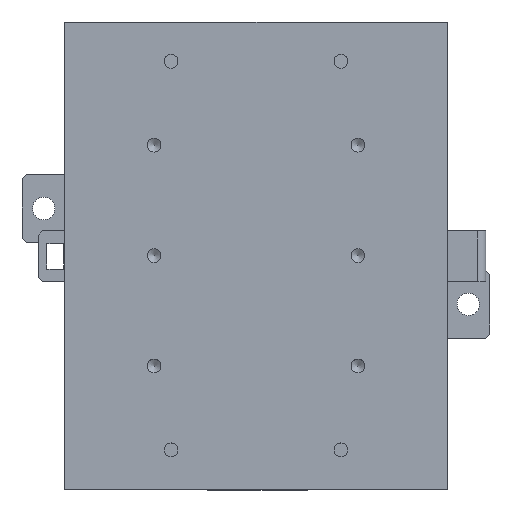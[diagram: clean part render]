
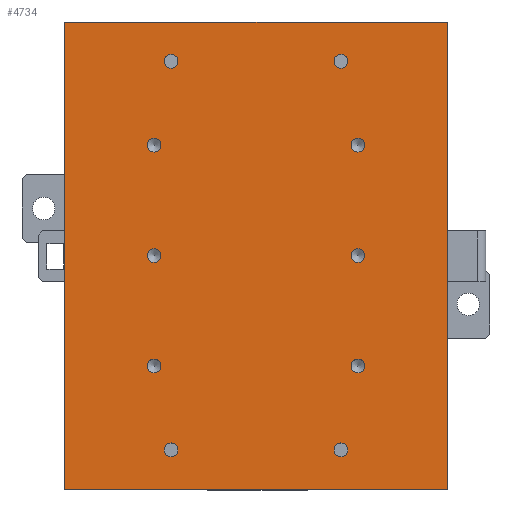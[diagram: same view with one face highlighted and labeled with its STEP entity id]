
A CAD part, top view. The second image highlights one B-rep face of the part: STEP entity #4734.
In plain terms, the highlighted planar face has unit normal (0, 0, 1).
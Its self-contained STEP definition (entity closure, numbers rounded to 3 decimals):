
#688=PLANE('',#16398);
#2082=LINE('',#25836,#3624);
#2083=LINE('',#25839,#3625);
#2084=LINE('',#25841,#3626);
#2085=LINE('',#25843,#3627);
#3624=VECTOR('',#20357,1.);
#3625=VECTOR('',#20358,1.);
#3626=VECTOR('',#20359,1.);
#3627=VECTOR('',#20360,1.);
#3962=FACE_BOUND('',#6156,.T.);
#3963=FACE_BOUND('',#6157,.T.);
#3964=FACE_BOUND('',#6158,.T.);
#3965=FACE_BOUND('',#6159,.T.);
#3966=FACE_BOUND('',#6160,.T.);
#3967=FACE_BOUND('',#6161,.T.);
#3968=FACE_BOUND('',#6162,.T.);
#3969=FACE_BOUND('',#6163,.T.);
#3970=FACE_BOUND('',#6164,.T.);
#3971=FACE_BOUND('',#6165,.T.);
#3972=FACE_BOUND('',#6166,.T.);
#4734=ADVANCED_FACE('',(#3962,#3963,#3964,#3965,#3966,#3967,#3968,#3969,
#3970,#3971,#3972),#688,.T.);
#6156=EDGE_LOOP('',(#9236,#9237,#9238,#9239));
#6157=EDGE_LOOP('',(#9240));
#6158=EDGE_LOOP('',(#9241));
#6159=EDGE_LOOP('',(#9242));
#6160=EDGE_LOOP('',(#9243));
#6161=EDGE_LOOP('',(#9244));
#6162=EDGE_LOOP('',(#9245));
#6163=EDGE_LOOP('',(#9246));
#6164=EDGE_LOOP('',(#9247));
#6165=EDGE_LOOP('',(#9248));
#6166=EDGE_LOOP('',(#9249));
#9236=ORIENTED_EDGE('',*,*,#14201,.T.);
#9237=ORIENTED_EDGE('',*,*,#14202,.T.);
#9238=ORIENTED_EDGE('',*,*,#14203,.T.);
#9239=ORIENTED_EDGE('',*,*,#14204,.F.);
#9240=ORIENTED_EDGE('',*,*,#12582,.T.);
#9241=ORIENTED_EDGE('',*,*,#12580,.T.);
#9242=ORIENTED_EDGE('',*,*,#12578,.T.);
#9243=ORIENTED_EDGE('',*,*,#12576,.T.);
#9244=ORIENTED_EDGE('',*,*,#12575,.T.);
#9245=ORIENTED_EDGE('',*,*,#12574,.T.);
#9246=ORIENTED_EDGE('',*,*,#14205,.T.);
#9247=ORIENTED_EDGE('',*,*,#14206,.T.);
#9248=ORIENTED_EDGE('',*,*,#14207,.T.);
#9249=ORIENTED_EDGE('',*,*,#12573,.T.);
#10894=VERTEX_POINT('',#22527);
#10895=VERTEX_POINT('',#22530);
#10896=VERTEX_POINT('',#22533);
#10897=VERTEX_POINT('',#22536);
#10899=VERTEX_POINT('',#22541);
#10901=VERTEX_POINT('',#22546);
#10903=VERTEX_POINT('',#22551);
#12013=VERTEX_POINT('',#25837);
#12014=VERTEX_POINT('',#25838);
#12015=VERTEX_POINT('',#25840);
#12016=VERTEX_POINT('',#25842);
#12017=VERTEX_POINT('',#25845);
#12018=VERTEX_POINT('',#25847);
#12019=VERTEX_POINT('',#25849);
#12573=EDGE_CURVE('',#10894,#10894,#14583,.T.);
#12574=EDGE_CURVE('',#10895,#10895,#14584,.T.);
#12575=EDGE_CURVE('',#10896,#10896,#14585,.T.);
#12576=EDGE_CURVE('',#10897,#10897,#14586,.T.);
#12578=EDGE_CURVE('',#10899,#10899,#14588,.T.);
#12580=EDGE_CURVE('',#10901,#10901,#14590,.T.);
#12582=EDGE_CURVE('',#10903,#10903,#14592,.T.);
#14201=EDGE_CURVE('',#12013,#12014,#2082,.T.);
#14202=EDGE_CURVE('',#12014,#12015,#2083,.T.);
#14203=EDGE_CURVE('',#12015,#12016,#2084,.T.);
#14204=EDGE_CURVE('',#12013,#12016,#2085,.T.);
#14205=EDGE_CURVE('',#12017,#12017,#15070,.T.);
#14206=EDGE_CURVE('',#12018,#12018,#15071,.T.);
#14207=EDGE_CURVE('',#12019,#12019,#15072,.T.);
#14583=CIRCLE('',#15393,1.621);
#14584=CIRCLE('',#15395,1.621);
#14585=CIRCLE('',#15397,1.621);
#14586=CIRCLE('',#15399,1.621);
#14588=CIRCLE('',#15402,1.621);
#14590=CIRCLE('',#15405,1.621);
#14592=CIRCLE('',#15408,1.621);
#15070=CIRCLE('',#16395,1.621);
#15071=CIRCLE('',#16396,1.621);
#15072=CIRCLE('',#16397,1.621);
#15393=AXIS2_PLACEMENT_3D('',#22526,#17216,#17217);
#15395=AXIS2_PLACEMENT_3D('',#22529,#17220,#17221);
#15397=AXIS2_PLACEMENT_3D('',#22532,#17224,#17225);
#15399=AXIS2_PLACEMENT_3D('',#22535,#17228,#17229);
#15402=AXIS2_PLACEMENT_3D('',#22540,#17234,#17235);
#15405=AXIS2_PLACEMENT_3D('',#22545,#17240,#17241);
#15408=AXIS2_PLACEMENT_3D('',#22550,#17246,#17247);
#16395=AXIS2_PLACEMENT_3D('',#25844,#20361,#20362);
#16396=AXIS2_PLACEMENT_3D('',#25846,#20363,#20364);
#16397=AXIS2_PLACEMENT_3D('',#25848,#20365,#20366);
#16398=AXIS2_PLACEMENT_3D('',#25850,#20367,#20368);
#17216=DIRECTION('',(0.,0.,-1.));
#17217=DIRECTION('',(0.,-1.,0.));
#17220=DIRECTION('',(0.,0.,-1.));
#17221=DIRECTION('',(0.,-1.,0.));
#17224=DIRECTION('',(0.,0.,-1.));
#17225=DIRECTION('',(0.,-1.,0.));
#17228=DIRECTION('',(0.,0.,-1.));
#17229=DIRECTION('',(0.,-1.,0.));
#17234=DIRECTION('',(0.,0.,-1.));
#17235=DIRECTION('',(0.,-1.,0.));
#17240=DIRECTION('',(0.,0.,-1.));
#17241=DIRECTION('',(0.,-1.,0.));
#17246=DIRECTION('',(0.,0.,-1.));
#17247=DIRECTION('',(0.,-1.,0.));
#20357=DIRECTION('',(0.,-1.,0.));
#20358=DIRECTION('',(1.,0.,0.));
#20359=DIRECTION('',(0.,1.,0.));
#20360=DIRECTION('',(1.,0.,0.));
#20361=DIRECTION('',(0.,0.,-1.));
#20362=DIRECTION('',(0.,-1.,0.));
#20363=DIRECTION('',(0.,0.,-1.));
#20364=DIRECTION('',(0.,-1.,0.));
#20365=DIRECTION('',(0.,0.,-1.));
#20366=DIRECTION('',(0.,-1.,0.));
#20367=DIRECTION('',(0.,0.,1.));
#20368=DIRECTION('',(1.,0.,0.));
#22526=CARTESIAN_POINT('',(24.,0.,105.));
#22527=CARTESIAN_POINT('',(24.,1.621,105.));
#22529=CARTESIAN_POINT('',(24.,-26.,105.));
#22530=CARTESIAN_POINT('',(24.,-24.379,105.));
#22532=CARTESIAN_POINT('',(-24.,-26.,105.));
#22533=CARTESIAN_POINT('',(-24.,-24.379,105.));
#22535=CARTESIAN_POINT('',(-20.,45.75,105.));
#22536=CARTESIAN_POINT('',(-20.,47.371,105.));
#22540=CARTESIAN_POINT('',(20.,45.75,105.));
#22541=CARTESIAN_POINT('',(20.,47.371,105.));
#22545=CARTESIAN_POINT('',(20.,-45.75,105.));
#22546=CARTESIAN_POINT('',(20.,-44.129,105.));
#22550=CARTESIAN_POINT('',(-20.,-45.75,105.));
#22551=CARTESIAN_POINT('',(-20.,-44.129,105.));
#25836=CARTESIAN_POINT('',(-45.,55.,105.));
#25837=CARTESIAN_POINT('',(-45.,55.,105.));
#25838=CARTESIAN_POINT('',(-45.,-55.,105.));
#25839=CARTESIAN_POINT('',(-45.,-55.,105.));
#25840=CARTESIAN_POINT('',(45.,-55.,105.));
#25841=CARTESIAN_POINT('',(45.,-55.,105.));
#25842=CARTESIAN_POINT('',(45.,55.,105.));
#25843=CARTESIAN_POINT('',(-45.,55.,105.));
#25844=CARTESIAN_POINT('',(24.,26.,105.));
#25845=CARTESIAN_POINT('',(24.,27.621,105.));
#25846=CARTESIAN_POINT('',(-24.,26.,105.));
#25847=CARTESIAN_POINT('',(-24.,27.621,105.));
#25848=CARTESIAN_POINT('',(-24.,0.,105.));
#25849=CARTESIAN_POINT('',(-24.,1.621,105.));
#25850=CARTESIAN_POINT('',(0.,55.,105.));
